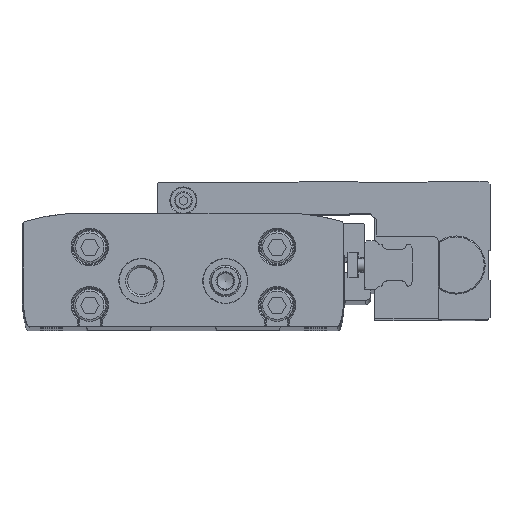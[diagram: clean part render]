
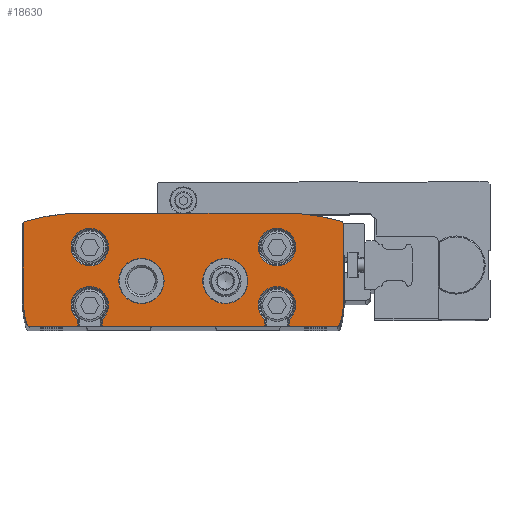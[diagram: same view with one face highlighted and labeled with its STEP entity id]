
A CAD part, top view. The second image highlights one B-rep face of the part: STEP entity #18630.
In plain terms, the highlighted planar face has unit normal (0, 0, 1).
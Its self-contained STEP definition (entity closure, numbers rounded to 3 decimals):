
#833=CIRCLE('',#20100,5.8);
#834=CIRCLE('',#20101,5.8);
#835=CIRCLE('',#20102,1.);
#836=CIRCLE('',#20103,25.);
#837=CIRCLE('',#20104,1.);
#838=CIRCLE('',#20105,60.);
#839=CIRCLE('',#20106,60.);
#840=CIRCLE('',#20107,1.);
#841=CIRCLE('',#20108,25.);
#842=CIRCLE('',#20109,1.);
#843=CIRCLE('',#20110,5.8);
#844=CIRCLE('',#20111,5.8);
#845=CIRCLE('',#20112,7.);
#846=CIRCLE('',#20113,7.);
#1919=ORIENTED_EDGE('',*,*,#7118,.F.);
#1920=ORIENTED_EDGE('',*,*,#7107,.T.);
#1921=ORIENTED_EDGE('',*,*,#6967,.T.);
#1922=ORIENTED_EDGE('',*,*,#7109,.F.);
#1923=ORIENTED_EDGE('',*,*,#7119,.F.);
#1924=ORIENTED_EDGE('',*,*,#7117,.T.);
#1925=ORIENTED_EDGE('',*,*,#6959,.T.);
#1926=ORIENTED_EDGE('',*,*,#7120,.T.);
#1927=ORIENTED_EDGE('',*,*,#7121,.T.);
#1928=ORIENTED_EDGE('',*,*,#7122,.T.);
#1929=ORIENTED_EDGE('',*,*,#7123,.T.);
#1930=ORIENTED_EDGE('',*,*,#7124,.T.);
#1931=ORIENTED_EDGE('',*,*,#7125,.T.);
#1932=ORIENTED_EDGE('',*,*,#7126,.T.);
#1933=ORIENTED_EDGE('',*,*,#7127,.T.);
#1934=ORIENTED_EDGE('',*,*,#7128,.T.);
#1935=ORIENTED_EDGE('',*,*,#7129,.T.);
#1936=ORIENTED_EDGE('',*,*,#7130,.T.);
#1937=ORIENTED_EDGE('',*,*,#6955,.T.);
#1938=ORIENTED_EDGE('',*,*,#7099,.F.);
#1939=ORIENTED_EDGE('',*,*,#7131,.F.);
#1940=ORIENTED_EDGE('',*,*,#7132,.F.);
#1941=ORIENTED_EDGE('',*,*,#7133,.F.);
#1942=ORIENTED_EDGE('',*,*,#7134,.F.);
#6955=EDGE_CURVE('',#9571,#9570,#11448,.T.);
#6959=EDGE_CURVE('',#9575,#9574,#11452,.T.);
#6967=EDGE_CURVE('',#9583,#9582,#11456,.T.);
#7099=EDGE_CURVE('',#9702,#9570,#11534,.T.);
#7107=EDGE_CURVE('',#9707,#9583,#11541,.T.);
#7109=EDGE_CURVE('',#9708,#9582,#11542,.T.);
#7117=EDGE_CURVE('',#9713,#9575,#11549,.T.);
#7118=EDGE_CURVE('',#9707,#9702,#833,.T.);
#7119=EDGE_CURVE('',#9713,#9708,#834,.T.);
#7120=EDGE_CURVE('',#9574,#9714,#835,.T.);
#7121=EDGE_CURVE('',#9714,#9715,#836,.T.);
#7122=EDGE_CURVE('',#9715,#9716,#11550,.T.);
#7123=EDGE_CURVE('',#9716,#9717,#837,.T.);
#7124=EDGE_CURVE('',#9717,#9718,#838,.T.);
#7125=EDGE_CURVE('',#9718,#9719,#11551,.T.);
#7126=EDGE_CURVE('',#9719,#9720,#839,.T.);
#7127=EDGE_CURVE('',#9720,#9721,#840,.T.);
#7128=EDGE_CURVE('',#9721,#9722,#11552,.T.);
#7129=EDGE_CURVE('',#9722,#9723,#841,.T.);
#7130=EDGE_CURVE('',#9723,#9571,#842,.T.);
#7131=EDGE_CURVE('',#9724,#9724,#843,.T.);
#7132=EDGE_CURVE('',#9725,#9725,#844,.T.);
#7133=EDGE_CURVE('',#9726,#9726,#845,.T.);
#7134=EDGE_CURVE('',#9727,#9727,#846,.T.);
#9570=VERTEX_POINT('',#28125);
#9571=VERTEX_POINT('',#28127);
#9574=VERTEX_POINT('',#28133);
#9575=VERTEX_POINT('',#28135);
#9582=VERTEX_POINT('',#28149);
#9583=VERTEX_POINT('',#28151);
#9702=VERTEX_POINT('',#28433);
#9707=VERTEX_POINT('',#28452);
#9708=VERTEX_POINT('',#28459);
#9713=VERTEX_POINT('',#28478);
#9714=VERTEX_POINT('',#28484);
#9715=VERTEX_POINT('',#28486);
#9716=VERTEX_POINT('',#28488);
#9717=VERTEX_POINT('',#28490);
#9718=VERTEX_POINT('',#28492);
#9719=VERTEX_POINT('',#28494);
#9720=VERTEX_POINT('',#28496);
#9721=VERTEX_POINT('',#28498);
#9722=VERTEX_POINT('',#28500);
#9723=VERTEX_POINT('',#28502);
#9724=VERTEX_POINT('',#28505);
#9725=VERTEX_POINT('',#28507);
#9726=VERTEX_POINT('',#28509);
#9727=VERTEX_POINT('',#28511);
#11448=LINE('',#28126,#13041);
#11452=LINE('',#28134,#13045);
#11456=LINE('',#28150,#13049);
#11534=LINE('',#28435,#13127);
#11541=LINE('',#28453,#13134);
#11542=LINE('',#28461,#13135);
#11549=LINE('',#28479,#13142);
#11550=LINE('',#28487,#13143);
#11551=LINE('',#28493,#13144);
#11552=LINE('',#28499,#13145);
#13041=VECTOR('',#22199,1000.);
#13045=VECTOR('',#22203,1000.);
#13049=VECTOR('',#22215,1000.);
#13127=VECTOR('',#22425,1000.);
#13134=VECTOR('',#22438,1000.);
#13135=VECTOR('',#22441,1000.);
#13142=VECTOR('',#22454,1000.);
#13143=VECTOR('',#22465,1000.);
#13144=VECTOR('',#22470,1000.);
#13145=VECTOR('',#22475,1000.);
#14674=EDGE_LOOP('',(#1919,#1920,#1921,#1922,#1923,#1924,#1925,#1926,#1927,
#1928,#1929,#1930,#1931,#1932,#1933,#1934,#1935,#1936,#1937,#1938));
#14675=EDGE_LOOP('',(#1939));
#14676=EDGE_LOOP('',(#1940));
#14677=EDGE_LOOP('',(#1941));
#14678=EDGE_LOOP('',(#1942));
#16357=FACE_BOUND('',#14674,.T.);
#16358=FACE_BOUND('',#14675,.T.);
#16359=FACE_BOUND('',#14676,.T.);
#16360=FACE_BOUND('',#14677,.T.);
#16361=FACE_BOUND('',#14678,.T.);
#18033=PLANE('',#20099);
#18630=ADVANCED_FACE('',(#16357,#16358,#16359,#16360,#16361),#18033,.T.);
#20099=AXIS2_PLACEMENT_3D('',#28480,#22455,#22456);
#20100=AXIS2_PLACEMENT_3D('',#28481,#22457,#22458);
#20101=AXIS2_PLACEMENT_3D('',#28482,#22459,#22460);
#20102=AXIS2_PLACEMENT_3D('',#28483,#22461,#22462);
#20103=AXIS2_PLACEMENT_3D('',#28485,#22463,#22464);
#20104=AXIS2_PLACEMENT_3D('',#28489,#22466,#22467);
#20105=AXIS2_PLACEMENT_3D('',#28491,#22468,#22469);
#20106=AXIS2_PLACEMENT_3D('',#28495,#22471,#22472);
#20107=AXIS2_PLACEMENT_3D('',#28497,#22473,#22474);
#20108=AXIS2_PLACEMENT_3D('',#28501,#22476,#22477);
#20109=AXIS2_PLACEMENT_3D('',#28503,#22478,#22479);
#20110=AXIS2_PLACEMENT_3D('',#28504,#22480,#22481);
#20111=AXIS2_PLACEMENT_3D('',#28506,#22482,#22483);
#20112=AXIS2_PLACEMENT_3D('',#28508,#22484,#22485);
#20113=AXIS2_PLACEMENT_3D('',#28510,#22486,#22487);
#22199=DIRECTION('',(1.,0.,0.));
#22203=DIRECTION('',(1.,0.,0.));
#22215=DIRECTION('',(1.,0.,0.));
#22425=DIRECTION('',(0.,-1.,0.));
#22438=DIRECTION('',(0.,-1.,0.));
#22441=DIRECTION('',(0.,-1.,0.));
#22454=DIRECTION('',(0.,-1.,0.));
#22455=DIRECTION('',(0.,0.,1.));
#22456=DIRECTION('',(1.,0.,0.));
#22457=DIRECTION('',(0.,0.,1.));
#22458=DIRECTION('',(1.,0.,0.));
#22459=DIRECTION('',(0.,0.,1.));
#22460=DIRECTION('',(1.,0.,0.));
#22461=DIRECTION('',(0.,0.,1.));
#22462=DIRECTION('',(1.,0.,0.));
#22463=DIRECTION('',(0.,0.,1.));
#22464=DIRECTION('',(1.,0.,0.));
#22465=DIRECTION('',(0.,1.,0.));
#22466=DIRECTION('',(0.,0.,1.));
#22467=DIRECTION('',(1.,0.,0.));
#22468=DIRECTION('',(0.,0.,1.));
#22469=DIRECTION('',(1.,0.,0.));
#22470=DIRECTION('',(-1.,0.,0.));
#22471=DIRECTION('',(0.,0.,1.));
#22472=DIRECTION('',(1.,0.,0.));
#22473=DIRECTION('',(0.,0.,1.));
#22474=DIRECTION('',(1.,0.,0.));
#22475=DIRECTION('',(0.,-1.,0.));
#22476=DIRECTION('',(0.,0.,1.));
#22477=DIRECTION('',(1.,0.,0.));
#22478=DIRECTION('',(0.,0.,1.));
#22479=DIRECTION('',(1.,0.,0.));
#22480=DIRECTION('',(0.,0.,1.));
#22481=DIRECTION('',(1.,0.,0.));
#22482=DIRECTION('',(0.,0.,1.));
#22483=DIRECTION('',(1.,0.,0.));
#22484=DIRECTION('',(0.,0.,1.));
#22485=DIRECTION('',(1.,0.,0.));
#22486=DIRECTION('',(0.,0.,1.));
#22487=DIRECTION('',(1.,0.,0.));
#28125=CARTESIAN_POINT('',(-32.8,0.,415.));
#28126=CARTESIAN_POINT('',(-47.556,0.,415.));
#28127=CARTESIAN_POINT('',(-47.556,0.,415.));
#28133=CARTESIAN_POINT('',(47.556,0.,415.));
#28134=CARTESIAN_POINT('',(-47.556,0.,415.));
#28135=CARTESIAN_POINT('',(32.8,0.,415.));
#28149=CARTESIAN_POINT('',(25.2,0.,415.));
#28150=CARTESIAN_POINT('',(-47.556,0.,415.));
#28151=CARTESIAN_POINT('',(-25.2,0.,415.));
#28433=CARTESIAN_POINT('',(-32.8,2.118,415.));
#28435=CARTESIAN_POINT('',(-32.8,6.5,415.));
#28452=CARTESIAN_POINT('',(-25.2,2.118,415.));
#28453=CARTESIAN_POINT('',(-25.2,6.5,415.));
#28459=CARTESIAN_POINT('',(25.2,2.118,415.));
#28461=CARTESIAN_POINT('',(25.2,6.5,415.));
#28478=CARTESIAN_POINT('',(32.8,2.118,415.));
#28479=CARTESIAN_POINT('',(32.8,6.5,415.));
#28480=CARTESIAN_POINT('',(-24.6,8.,415.));
#28481=CARTESIAN_POINT('',(-29.,6.5,415.));
#28482=CARTESIAN_POINT('',(29.,6.5,415.));
#28483=CARTESIAN_POINT('',(47.556,1.,415.));
#28484=CARTESIAN_POINT('',(48.513,0.708,415.));
#28485=CARTESIAN_POINT('',(24.6,8.,415.));
#28486=CARTESIAN_POINT('',(49.6,8.,415.));
#28487=CARTESIAN_POINT('',(49.6,8.,415.));
#28488=CARTESIAN_POINT('',(49.6,31.498,415.));
#28489=CARTESIAN_POINT('',(48.6,31.498,415.));
#28490=CARTESIAN_POINT('',(48.888,32.455,415.));
#28491=CARTESIAN_POINT('',(31.6,-25.,415.));
#28492=CARTESIAN_POINT('',(31.6,35.,415.));
#28493=CARTESIAN_POINT('',(31.6,35.,415.));
#28494=CARTESIAN_POINT('',(-31.6,35.,415.));
#28495=CARTESIAN_POINT('',(-31.6,-25.,415.));
#28496=CARTESIAN_POINT('',(-48.888,32.455,415.));
#28497=CARTESIAN_POINT('',(-48.6,31.498,415.));
#28498=CARTESIAN_POINT('',(-49.6,31.498,415.));
#28499=CARTESIAN_POINT('',(-49.6,31.498,415.));
#28500=CARTESIAN_POINT('',(-49.6,8.,415.));
#28501=CARTESIAN_POINT('',(-24.6,8.,415.));
#28502=CARTESIAN_POINT('',(-48.513,0.708,415.));
#28503=CARTESIAN_POINT('',(-47.556,1.,415.));
#28504=CARTESIAN_POINT('',(-29.,24.5,415.));
#28505=CARTESIAN_POINT('',(-23.2,24.5,415.));
#28506=CARTESIAN_POINT('',(29.,24.5,415.));
#28507=CARTESIAN_POINT('',(34.8,24.5,415.));
#28508=CARTESIAN_POINT('',(-13.,14.,415.));
#28509=CARTESIAN_POINT('',(-6.,14.,415.));
#28510=CARTESIAN_POINT('',(13.,14.,415.));
#28511=CARTESIAN_POINT('',(20.,14.,415.));
